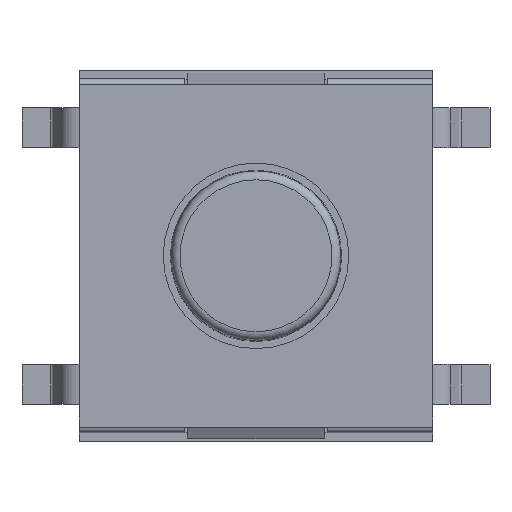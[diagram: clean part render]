
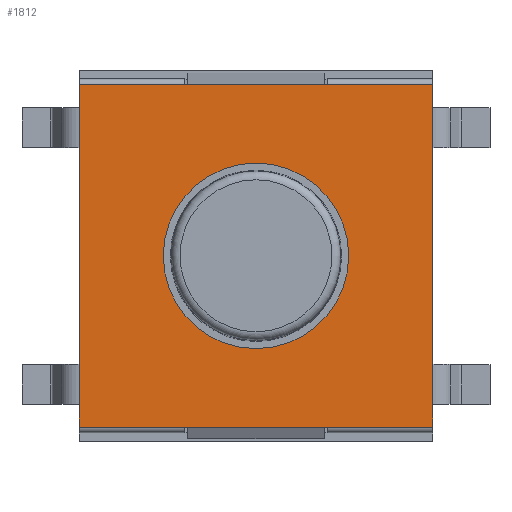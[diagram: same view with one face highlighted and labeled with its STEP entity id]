
A CAD part, top view. The second image highlights one B-rep face of the part: STEP entity #1812.
In plain terms, the highlighted planar face has unit normal (0, 0, 1).
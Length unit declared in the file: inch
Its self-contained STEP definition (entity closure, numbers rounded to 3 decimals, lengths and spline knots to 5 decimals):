
#1532=CARTESIAN_POINT('',(0.12205,-0.11807,0.10236));
#1533=VERTEX_POINT('',#1532);
#1541=CARTESIAN_POINT('',(-0.12205,-0.11807,0.10236));
#1542=VERTEX_POINT('',#1541);
#1543=CARTESIAN_POINT('',(-0.12205,-0.11807,0.10236));
#1544=DIRECTION('',(1.0,0.0,0.0));
#1545=VECTOR('',#1544,0.24409);
#1546=LINE('',#1543,#1545);
#1547=EDGE_CURVE('',#1542,#1533,#1546,.T.);
#1575=CARTESIAN_POINT('',(0.06398,0.,0.10236));
#1576=VERTEX_POINT('',#1575);
#1577=CARTESIAN_POINT('',(0.,0.,0.10236));
#1578=DIRECTION('',(0.0,0.0,-1.0));
#1579=DIRECTION('',(-1.0,0.0,0.0));
#1580=AXIS2_PLACEMENT_3D('',#1577,#1578,#1579);
#1581=CIRCLE('',#1580,0.06398);
#1582=EDGE_CURVE('',#1576,#1576,#1581,.T.);
#1753=CARTESIAN_POINT('',(-0.12205,0.11807,0.10236));
#1754=VERTEX_POINT('',#1753);
#1762=CARTESIAN_POINT('',(0.12205,0.11807,0.10236));
#1763=VERTEX_POINT('',#1762);
#1764=CARTESIAN_POINT('',(0.12205,0.11807,0.10236));
#1765=DIRECTION('',(-1.0,0.0,0.0));
#1766=VECTOR('',#1765,0.24409);
#1767=LINE('',#1764,#1766);
#1768=EDGE_CURVE('',#1763,#1754,#1767,.T.);
#1788=CARTESIAN_POINT('',(0.13425,-0.12988,0.10236));
#1789=DIRECTION('',(0.0,0.0,-1.0));
#1790=DIRECTION('',(-1.0,0.0,0.0));
#1791=AXIS2_PLACEMENT_3D('',#1788,#1789,#1790);
#1792=PLANE('',#1791);
#1793=ORIENTED_EDGE('',*,*,#1547,.T.);
#1794=CARTESIAN_POINT('',(0.12205,0.11807,0.10236));
#1795=DIRECTION('',(0.0,-1.0,0.0));
#1796=VECTOR('',#1795,0.23614);
#1797=LINE('',#1794,#1796);
#1798=EDGE_CURVE('',#1763,#1533,#1797,.T.);
#1799=ORIENTED_EDGE('',*,*,#1798,.F.);
#1800=ORIENTED_EDGE('',*,*,#1768,.T.);
#1801=CARTESIAN_POINT('',(-0.12205,-0.11807,0.10236));
#1802=DIRECTION('',(0.0,1.0,0.0));
#1803=VECTOR('',#1802,0.23614);
#1804=LINE('',#1801,#1803);
#1805=EDGE_CURVE('',#1542,#1754,#1804,.T.);
#1806=ORIENTED_EDGE('',*,*,#1805,.F.);
#1807=EDGE_LOOP('',(#1793,#1799,#1800,#1806));
#1808=FACE_OUTER_BOUND('',#1807,.T.);
#1809=ORIENTED_EDGE('',*,*,#1582,.T.);
#1810=EDGE_LOOP('',(#1809));
#1811=FACE_BOUND('',#1810,.T.);
#1812=ADVANCED_FACE('',(#1808,#1811),#1792,.F.);
